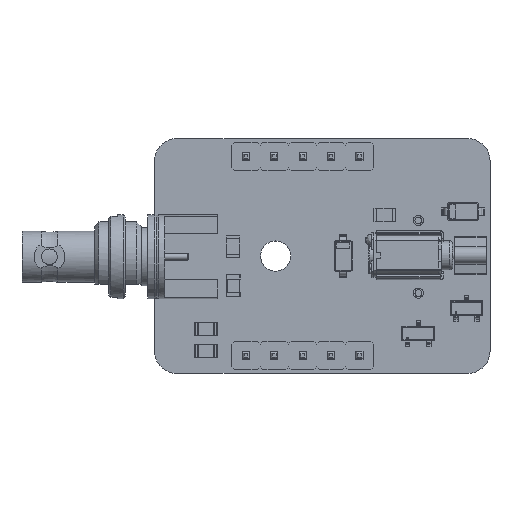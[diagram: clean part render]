
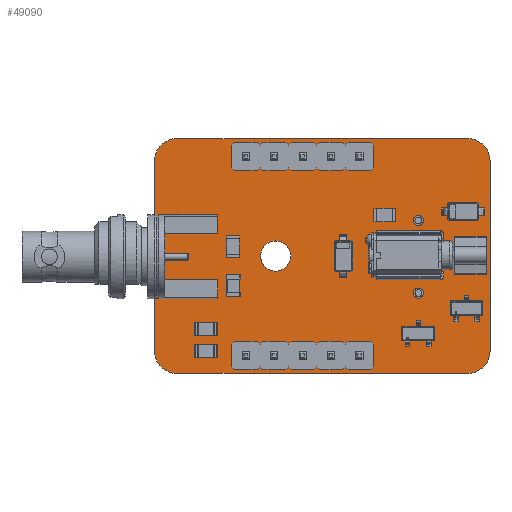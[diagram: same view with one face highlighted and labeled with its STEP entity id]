
A CAD part, top view. The second image highlights one B-rep face of the part: STEP entity #49090.
In plain terms, the highlighted planar face has unit normal (0, 0, 1).
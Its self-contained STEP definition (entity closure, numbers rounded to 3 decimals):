
#48798 = VERTEX_POINT('',#48799);
#48799 = CARTESIAN_POINT('',(228.,-100.,1.6));
#48805 = EDGE_CURVE('',#48798,#48806,#48808,.T.);
#48806 = VERTEX_POINT('',#48807);
#48807 = CARTESIAN_POINT('',(230.,-102.,1.6));
#48808 = CIRCLE('',#48809,2.);
#48809 = AXIS2_PLACEMENT_3D('',#48810,#48811,#48812);
#48810 = CARTESIAN_POINT('',(228.,-102.,1.6));
#48811 = DIRECTION('',(0.,0.,-1.));
#48812 = DIRECTION('',(0.,1.,0.));
#48840 = VERTEX_POINT('',#48841);
#48841 = CARTESIAN_POINT('',(202.,-100.,1.6));
#48847 = EDGE_CURVE('',#48840,#48798,#48848,.T.);
#48848 = LINE('',#48849,#48850);
#48849 = CARTESIAN_POINT('',(202.,-100.,1.6));
#48850 = VECTOR('',#48851,1.);
#48851 = DIRECTION('',(1.,0.,0.));
#48869 = EDGE_CURVE('',#48806,#48870,#48872,.T.);
#48870 = VERTEX_POINT('',#48871);
#48871 = CARTESIAN_POINT('',(230.,-119.,1.6));
#48872 = LINE('',#48873,#48874);
#48873 = CARTESIAN_POINT('',(230.,-102.,1.6));
#48874 = VECTOR('',#48875,1.);
#48875 = DIRECTION('',(0.,-1.,0.));
#49090 = ADVANCED_FACE('',(#49091,#49137,#49148,#49159,#49170,#49181,
    #49192,#49203,#49214,#49225,#49236,#49247,#49258,#49269),#49280,.T.
  );
#49091 = FACE_BOUND('',#49092,.T.);
#49092 = EDGE_LOOP('',(#49093,#49094,#49095,#49104,#49112,#49121,#49129,
    #49136));
#49093 = ORIENTED_EDGE('',*,*,#48805,.F.);
#49094 = ORIENTED_EDGE('',*,*,#48847,.F.);
#49095 = ORIENTED_EDGE('',*,*,#49096,.F.);
#49096 = EDGE_CURVE('',#49097,#48840,#49099,.T.);
#49097 = VERTEX_POINT('',#49098);
#49098 = CARTESIAN_POINT('',(200.,-102.,1.6));
#49099 = CIRCLE('',#49100,2.);
#49100 = AXIS2_PLACEMENT_3D('',#49101,#49102,#49103);
#49101 = CARTESIAN_POINT('',(202.,-102.,1.6));
#49102 = DIRECTION('',(0.,0.,-1.));
#49103 = DIRECTION('',(-1.,0.,-0.));
#49104 = ORIENTED_EDGE('',*,*,#49105,.F.);
#49105 = EDGE_CURVE('',#49106,#49097,#49108,.T.);
#49106 = VERTEX_POINT('',#49107);
#49107 = CARTESIAN_POINT('',(200.,-119.,1.6));
#49108 = LINE('',#49109,#49110);
#49109 = CARTESIAN_POINT('',(200.,-119.,1.6));
#49110 = VECTOR('',#49111,1.);
#49111 = DIRECTION('',(0.,1.,0.));
#49112 = ORIENTED_EDGE('',*,*,#49113,.F.);
#49113 = EDGE_CURVE('',#49114,#49106,#49116,.T.);
#49114 = VERTEX_POINT('',#49115);
#49115 = CARTESIAN_POINT('',(202.,-121.,1.6));
#49116 = CIRCLE('',#49117,2.);
#49117 = AXIS2_PLACEMENT_3D('',#49118,#49119,#49120);
#49118 = CARTESIAN_POINT('',(202.,-119.,1.6));
#49119 = DIRECTION('',(0.,0.,-1.));
#49120 = DIRECTION('',(0.,-1.,0.));
#49121 = ORIENTED_EDGE('',*,*,#49122,.F.);
#49122 = EDGE_CURVE('',#49123,#49114,#49125,.T.);
#49123 = VERTEX_POINT('',#49124);
#49124 = CARTESIAN_POINT('',(228.,-121.,1.6));
#49125 = LINE('',#49126,#49127);
#49126 = CARTESIAN_POINT('',(228.,-121.,1.6));
#49127 = VECTOR('',#49128,1.);
#49128 = DIRECTION('',(-1.,0.,0.));
#49129 = ORIENTED_EDGE('',*,*,#49130,.F.);
#49130 = EDGE_CURVE('',#48870,#49123,#49131,.T.);
#49131 = CIRCLE('',#49132,2.);
#49132 = AXIS2_PLACEMENT_3D('',#49133,#49134,#49135);
#49133 = CARTESIAN_POINT('',(228.,-119.,1.6));
#49134 = DIRECTION('',(0.,0.,-1.));
#49135 = DIRECTION('',(1.,0.,0.));
#49136 = ORIENTED_EDGE('',*,*,#48869,.F.);
#49137 = FACE_BOUND('',#49138,.T.);
#49138 = EDGE_LOOP('',(#49139));
#49139 = ORIENTED_EDGE('',*,*,#49140,.T.);
#49140 = EDGE_CURVE('',#49141,#49141,#49143,.T.);
#49141 = VERTEX_POINT('',#49142);
#49142 = CARTESIAN_POINT('',(208.165,-119.899,1.6));
#49143 = CIRCLE('',#49144,0.5);
#49144 = AXIS2_PLACEMENT_3D('',#49145,#49146,#49147);
#49145 = CARTESIAN_POINT('',(208.165,-119.399,1.6));
#49146 = DIRECTION('',(-0.,0.,-1.));
#49147 = DIRECTION('',(-0.,-1.,0.));
#49148 = FACE_BOUND('',#49149,.T.);
#49149 = EDGE_LOOP('',(#49150));
#49150 = ORIENTED_EDGE('',*,*,#49151,.T.);
#49151 = EDGE_CURVE('',#49152,#49152,#49154,.T.);
#49152 = VERTEX_POINT('',#49153);
#49153 = CARTESIAN_POINT('',(210.705,-119.899,1.6));
#49154 = CIRCLE('',#49155,0.5);
#49155 = AXIS2_PLACEMENT_3D('',#49156,#49157,#49158);
#49156 = CARTESIAN_POINT('',(210.705,-119.399,1.6));
#49157 = DIRECTION('',(-0.,0.,-1.));
#49158 = DIRECTION('',(-0.,-1.,0.));
#49159 = FACE_BOUND('',#49160,.T.);
#49160 = EDGE_LOOP('',(#49161));
#49161 = ORIENTED_EDGE('',*,*,#49162,.T.);
#49162 = EDGE_CURVE('',#49163,#49163,#49165,.T.);
#49163 = VERTEX_POINT('',#49164);
#49164 = CARTESIAN_POINT('',(213.245,-119.899,1.6));
#49165 = CIRCLE('',#49166,0.5);
#49166 = AXIS2_PLACEMENT_3D('',#49167,#49168,#49169);
#49167 = CARTESIAN_POINT('',(213.245,-119.399,1.6));
#49168 = DIRECTION('',(-0.,0.,-1.));
#49169 = DIRECTION('',(-0.,-1.,0.));
#49170 = FACE_BOUND('',#49171,.T.);
#49171 = EDGE_LOOP('',(#49172));
#49172 = ORIENTED_EDGE('',*,*,#49173,.T.);
#49173 = EDGE_CURVE('',#49174,#49174,#49176,.T.);
#49174 = VERTEX_POINT('',#49175);
#49175 = CARTESIAN_POINT('',(215.785,-119.899,1.6));
#49176 = CIRCLE('',#49177,0.5);
#49177 = AXIS2_PLACEMENT_3D('',#49178,#49179,#49180);
#49178 = CARTESIAN_POINT('',(215.785,-119.399,1.6));
#49179 = DIRECTION('',(-0.,0.,-1.));
#49180 = DIRECTION('',(-0.,-1.,0.));
#49181 = FACE_BOUND('',#49182,.T.);
#49182 = EDGE_LOOP('',(#49183));
#49183 = ORIENTED_EDGE('',*,*,#49184,.T.);
#49184 = EDGE_CURVE('',#49185,#49185,#49187,.T.);
#49185 = VERTEX_POINT('',#49186);
#49186 = CARTESIAN_POINT('',(210.824,-111.859,1.6));
#49187 = CIRCLE('',#49188,1.35);
#49188 = AXIS2_PLACEMENT_3D('',#49189,#49190,#49191);
#49189 = CARTESIAN_POINT('',(210.824,-110.509,1.6));
#49190 = DIRECTION('',(-0.,0.,-1.));
#49191 = DIRECTION('',(-0.,-1.,0.));
#49192 = FACE_BOUND('',#49193,.T.);
#49193 = EDGE_LOOP('',(#49194));
#49194 = ORIENTED_EDGE('',*,*,#49195,.T.);
#49195 = EDGE_CURVE('',#49196,#49196,#49198,.T.);
#49196 = VERTEX_POINT('',#49197);
#49197 = CARTESIAN_POINT('',(218.325,-119.899,1.6));
#49198 = CIRCLE('',#49199,0.5);
#49199 = AXIS2_PLACEMENT_3D('',#49200,#49201,#49202);
#49200 = CARTESIAN_POINT('',(218.325,-119.399,1.6));
#49201 = DIRECTION('',(-0.,0.,-1.));
#49202 = DIRECTION('',(-0.,-1.,0.));
#49203 = FACE_BOUND('',#49204,.T.);
#49204 = EDGE_LOOP('',(#49205));
#49205 = ORIENTED_EDGE('',*,*,#49206,.T.);
#49206 = EDGE_CURVE('',#49207,#49207,#49209,.T.);
#49207 = VERTEX_POINT('',#49208);
#49208 = CARTESIAN_POINT('',(223.593,-114.268,1.6));
#49209 = CIRCLE('',#49210,0.45);
#49210 = AXIS2_PLACEMENT_3D('',#49211,#49212,#49213);
#49211 = CARTESIAN_POINT('',(223.593,-113.818,1.6));
#49212 = DIRECTION('',(-0.,0.,-1.));
#49213 = DIRECTION('',(0.,-1.,-0.));
#49214 = FACE_BOUND('',#49215,.T.);
#49215 = EDGE_LOOP('',(#49216));
#49216 = ORIENTED_EDGE('',*,*,#49217,.T.);
#49217 = EDGE_CURVE('',#49218,#49218,#49220,.T.);
#49218 = VERTEX_POINT('',#49219);
#49219 = CARTESIAN_POINT('',(208.165,-102.109,1.6));
#49220 = CIRCLE('',#49221,0.5);
#49221 = AXIS2_PLACEMENT_3D('',#49222,#49223,#49224);
#49222 = CARTESIAN_POINT('',(208.165,-101.609,1.6));
#49223 = DIRECTION('',(-0.,0.,-1.));
#49224 = DIRECTION('',(-0.,-1.,0.));
#49225 = FACE_BOUND('',#49226,.T.);
#49226 = EDGE_LOOP('',(#49227));
#49227 = ORIENTED_EDGE('',*,*,#49228,.T.);
#49228 = EDGE_CURVE('',#49229,#49229,#49231,.T.);
#49229 = VERTEX_POINT('',#49230);
#49230 = CARTESIAN_POINT('',(210.705,-102.109,1.6));
#49231 = CIRCLE('',#49232,0.5);
#49232 = AXIS2_PLACEMENT_3D('',#49233,#49234,#49235);
#49233 = CARTESIAN_POINT('',(210.705,-101.609,1.6));
#49234 = DIRECTION('',(-0.,0.,-1.));
#49235 = DIRECTION('',(-0.,-1.,0.));
#49236 = FACE_BOUND('',#49237,.T.);
#49237 = EDGE_LOOP('',(#49238));
#49238 = ORIENTED_EDGE('',*,*,#49239,.T.);
#49239 = EDGE_CURVE('',#49240,#49240,#49242,.T.);
#49240 = VERTEX_POINT('',#49241);
#49241 = CARTESIAN_POINT('',(213.245,-102.109,1.6));
#49242 = CIRCLE('',#49243,0.5);
#49243 = AXIS2_PLACEMENT_3D('',#49244,#49245,#49246);
#49244 = CARTESIAN_POINT('',(213.245,-101.609,1.6));
#49245 = DIRECTION('',(-0.,0.,-1.));
#49246 = DIRECTION('',(-0.,-1.,0.));
#49247 = FACE_BOUND('',#49248,.T.);
#49248 = EDGE_LOOP('',(#49249));
#49249 = ORIENTED_EDGE('',*,*,#49250,.T.);
#49250 = EDGE_CURVE('',#49251,#49251,#49253,.T.);
#49251 = VERTEX_POINT('',#49252);
#49252 = CARTESIAN_POINT('',(215.785,-102.109,1.6));
#49253 = CIRCLE('',#49254,0.5);
#49254 = AXIS2_PLACEMENT_3D('',#49255,#49256,#49257);
#49255 = CARTESIAN_POINT('',(215.785,-101.609,1.6));
#49256 = DIRECTION('',(-0.,0.,-1.));
#49257 = DIRECTION('',(-0.,-1.,0.));
#49258 = FACE_BOUND('',#49259,.T.);
#49259 = EDGE_LOOP('',(#49260));
#49260 = ORIENTED_EDGE('',*,*,#49261,.T.);
#49261 = EDGE_CURVE('',#49262,#49262,#49264,.T.);
#49262 = VERTEX_POINT('',#49263);
#49263 = CARTESIAN_POINT('',(223.593,-107.768,1.6));
#49264 = CIRCLE('',#49265,0.45);
#49265 = AXIS2_PLACEMENT_3D('',#49266,#49267,#49268);
#49266 = CARTESIAN_POINT('',(223.593,-107.318,1.6));
#49267 = DIRECTION('',(-0.,0.,-1.));
#49268 = DIRECTION('',(0.,-1.,-0.));
#49269 = FACE_BOUND('',#49270,.T.);
#49270 = EDGE_LOOP('',(#49271));
#49271 = ORIENTED_EDGE('',*,*,#49272,.T.);
#49272 = EDGE_CURVE('',#49273,#49273,#49275,.T.);
#49273 = VERTEX_POINT('',#49274);
#49274 = CARTESIAN_POINT('',(218.325,-102.109,1.6));
#49275 = CIRCLE('',#49276,0.5);
#49276 = AXIS2_PLACEMENT_3D('',#49277,#49278,#49279);
#49277 = CARTESIAN_POINT('',(218.325,-101.609,1.6));
#49278 = DIRECTION('',(-0.,0.,-1.));
#49279 = DIRECTION('',(-0.,-1.,0.));
#49280 = PLANE('',#49281);
#49281 = AXIS2_PLACEMENT_3D('',#49282,#49283,#49284);
#49282 = CARTESIAN_POINT('',(0.,0.,1.6));
#49283 = DIRECTION('',(0.,0.,1.));
#49284 = DIRECTION('',(1.,0.,-0.));
